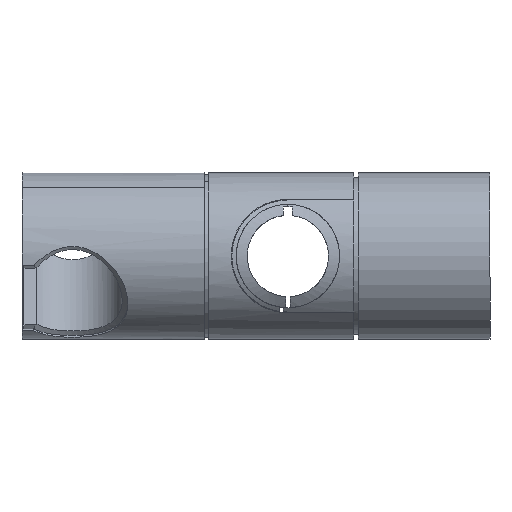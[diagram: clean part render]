
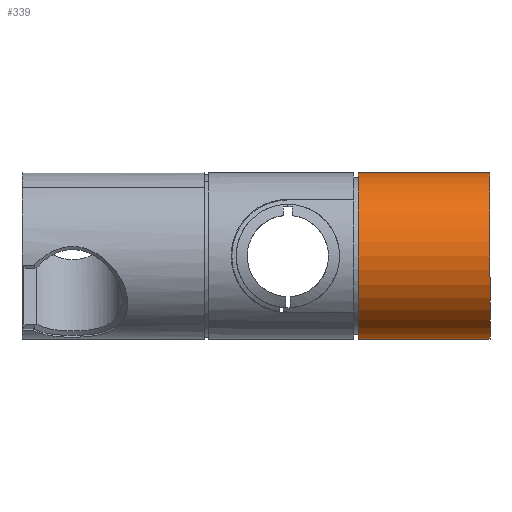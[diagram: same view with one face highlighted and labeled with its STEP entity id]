
A CAD part, front view. The second image highlights one B-rep face of the part: STEP entity #339.
In plain terms, the highlighted cylindrical face has radius 19 mm (diameter 38 mm), a partial arc.
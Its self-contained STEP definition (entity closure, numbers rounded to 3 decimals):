
#127 = LINE ( 'NONE', #222, #3744 ) ;
#129 = ORIENTED_EDGE ( 'NONE', *, *, #2269, .T. ) ;
#222 = CARTESIAN_POINT ( 'NONE',  ( 0., -30., -19. ) ) ;
#265 = DIRECTION ( 'NONE',  ( 0., 0., 1. ) ) ;
#339 = ADVANCED_FACE ( 'NONE', ( #2218 ), #2103, .T. ) ;
#550 = DIRECTION ( 'NONE',  ( 0., 1., 0. ) ) ;
#992 = AXIS2_PLACEMENT_3D ( 'NONE', #2009, #2380, #2679 ) ;
#1216 = ORIENTED_EDGE ( 'NONE', *, *, #2002, .F. ) ;
#1334 = CARTESIAN_POINT ( 'NONE',  ( 0., 0., 19. ) ) ;
#1429 = CIRCLE ( 'NONE', #3770, 19. ) ;
#1579 = VERTEX_POINT ( 'NONE', #1334 ) ;
#1633 = CARTESIAN_POINT ( 'NONE',  ( 0., -30., -19. ) ) ;
#1638 = ORIENTED_EDGE ( 'NONE', *, *, #3062, .T. ) ;
#2002 = EDGE_CURVE ( 'NONE', #2832, #1579, #3415, .T. ) ;
#2009 = CARTESIAN_POINT ( 'NONE',  ( 0., -30., 0. ) ) ;
#2098 = ORIENTED_EDGE ( 'NONE', *, *, #3704, .F. ) ;
#2103 = CYLINDRICAL_SURFACE ( 'NONE', #992, 19. ) ;
#2218 = FACE_OUTER_BOUND ( 'NONE', #3343, .T. ) ;
#2269 = EDGE_CURVE ( 'NONE', #2707, #4063, #127, .T. ) ;
#2346 = DIRECTION ( 'NONE',  ( 0., 1., 0. ) ) ;
#2380 = DIRECTION ( 'NONE',  ( 0., 1., 0. ) ) ;
#2396 = CARTESIAN_POINT ( 'NONE',  ( 0., -30., 19. ) ) ;
#2646 = CARTESIAN_POINT ( 'NONE',  ( 0., 0., 0. ) ) ;
#2679 = DIRECTION ( 'NONE',  ( 0., 0., 1. ) ) ;
#2707 = VERTEX_POINT ( 'NONE', #1633 ) ;
#2823 = DIRECTION ( 'NONE',  ( 0., 1., 0. ) ) ;
#2832 = VERTEX_POINT ( 'NONE', #2396 ) ;
#2898 = CARTESIAN_POINT ( 'NONE',  ( 0., 0., -19. ) ) ;
#2998 = DIRECTION ( 'NONE',  ( 0., 0., 1. ) ) ;
#3062 = EDGE_CURVE ( 'NONE', #2832, #2707, #1429, .T. ) ;
#3168 = CARTESIAN_POINT ( 'NONE',  ( 0., -30., 19. ) ) ;
#3303 = VECTOR ( 'NONE', #2823, 1000. ) ;
#3343 = EDGE_LOOP ( 'NONE', ( #1638, #129, #2098, #1216 ) ) ;
#3415 = LINE ( 'NONE', #3168, #3303 ) ;
#3704 = EDGE_CURVE ( 'NONE', #1579, #4063, #3731, .T. ) ;
#3720 = DIRECTION ( 'NONE',  ( 0., 1., 0. ) ) ;
#3731 = CIRCLE ( 'NONE', #4357, 19. ) ;
#3744 = VECTOR ( 'NONE', #3720, 1000. ) ;
#3770 = AXIS2_PLACEMENT_3D ( 'NONE', #4451, #2346, #265 ) ;
#4063 = VERTEX_POINT ( 'NONE', #2898 ) ;
#4357 = AXIS2_PLACEMENT_3D ( 'NONE', #2646, #550, #2998 ) ;
#4451 = CARTESIAN_POINT ( 'NONE',  ( 0., -30., 0. ) ) ;
